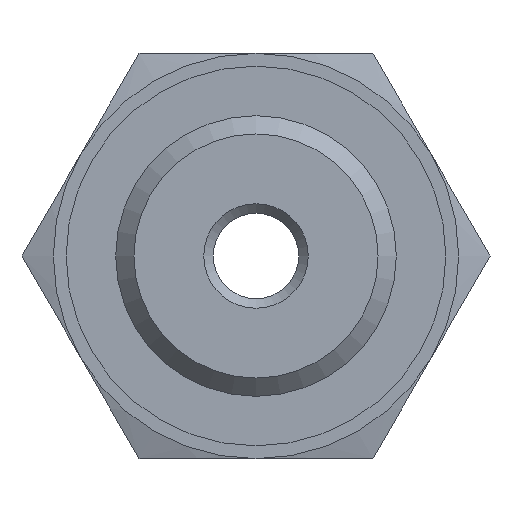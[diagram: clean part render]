
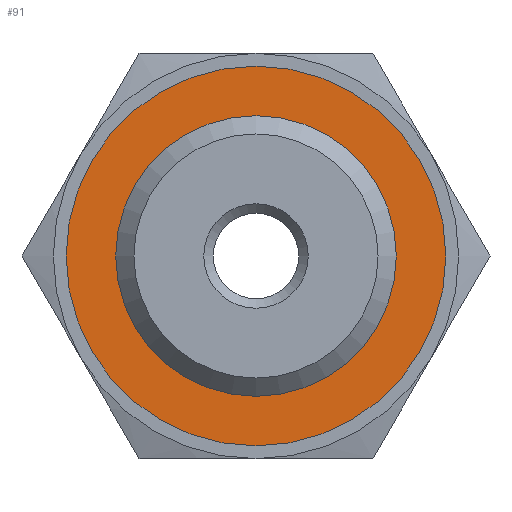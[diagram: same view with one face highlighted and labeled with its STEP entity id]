
A CAD part, left-side view. The second image highlights one B-rep face of the part: STEP entity #91.
In plain terms, the highlighted planar face has unit normal (-1, 0, 0).
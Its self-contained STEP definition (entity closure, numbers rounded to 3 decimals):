
#91 = ADVANCED_FACE( '', ( #164, #165 ), #166, .T. );
#164 = FACE_BOUND( '', #287, .T. );
#165 = FACE_OUTER_BOUND( '', #288, .T. );
#166 = PLANE( '', #289 );
#287 = EDGE_LOOP( '', ( #481 ) );
#288 = EDGE_LOOP( '', ( #482 ) );
#289 = AXIS2_PLACEMENT_3D( '', #483, #484, #485 );
#481 = ORIENTED_EDGE( '', *, *, #731, .T. );
#482 = ORIENTED_EDGE( '', *, *, #732, .F. );
#483 = CARTESIAN_POINT( '', ( 12., 8.9, 0. ) );
#484 = DIRECTION( '', ( -1., 0., 0. ) );
#485 = DIRECTION( '', ( 0., 0., 1. ) );
#731 = EDGE_CURVE( '', #854, #854, #855, .T. );
#732 = EDGE_CURVE( '', #856, #856, #857, .T. );
#854 = VERTEX_POINT( '', #1145 );
#855 = CIRCLE( '', #1146, 6.144 );
#856 = VERTEX_POINT( '', #1147 );
#857 = CIRCLE( '', #1148, 8.9 );
#1145 = CARTESIAN_POINT( '', ( 12., 0., -6.144 ) );
#1146 = AXIS2_PLACEMENT_3D( '', #1279, #1280, #1281 );
#1147 = CARTESIAN_POINT( '', ( 12., 0., -8.9 ) );
#1148 = AXIS2_PLACEMENT_3D( '', #1282, #1283, #1284 );
#1279 = CARTESIAN_POINT( '', ( 12., 0., 0. ) );
#1280 = DIRECTION( '', ( 1., 0., 0. ) );
#1281 = DIRECTION( '', ( 0., 0., -1. ) );
#1282 = CARTESIAN_POINT( '', ( 12., 0., 0. ) );
#1283 = DIRECTION( '', ( 1., 0., 0. ) );
#1284 = DIRECTION( '', ( 0., 0., -1. ) );
